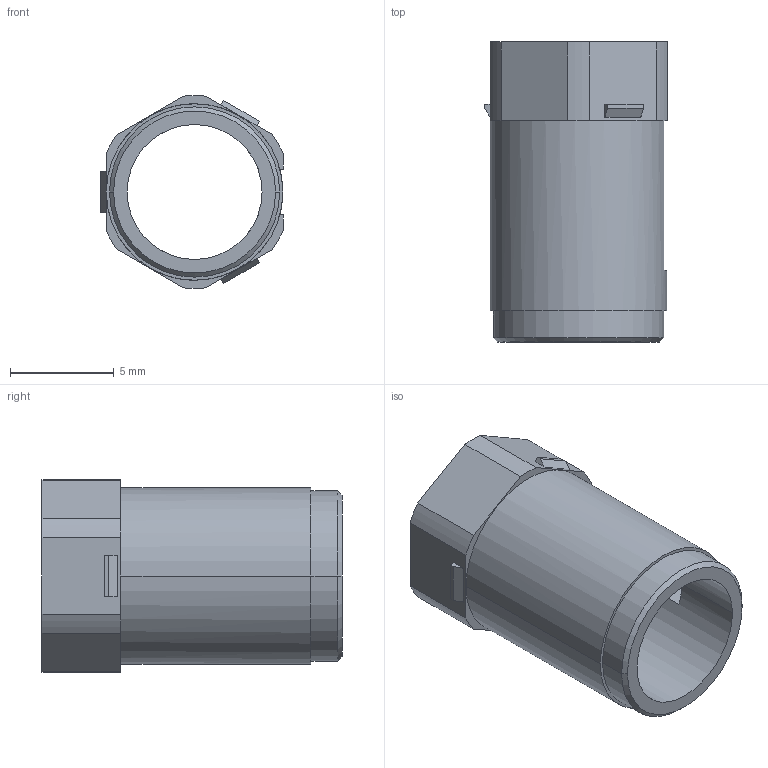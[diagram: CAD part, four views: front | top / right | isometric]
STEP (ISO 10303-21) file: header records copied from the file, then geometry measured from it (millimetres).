
FILE_DESCRIPTION((''),'2;1');
FILE_NAME('3350_0157_301','2020-01-31T',('presta_be4'),(''),'CREO PARAMETRIC BY PTC INC, 2018360','CREO PARAMETRIC BY PTC INC, 2018360','');
FILE_SCHEMA(('CONFIG_CONTROL_DESIGN'));
Length unit declared in the file: millimetre
Products named in the file (1): 3350_0157_301
Bounding box: 8.78 x 14.45 x 9.29 mm (x, y, z)
Volume: 330.2 mm3; surface area: 719 mm2
Topology: 1 solids, 1 shells, 43 faces, 112 edges, 74 vertices
Faces by surface type: plane 29, cylinder 12, cone 2
Entity records: 1362 total; most frequent: CARTESIAN_POINT 229, DIRECTION 228, ORIENTED_EDGE 224, EDGE_CURVE 112, VECTOR 82, LINE 82, VERTEX_POINT 74, AXIS2_PLACEMENT_3D 73
